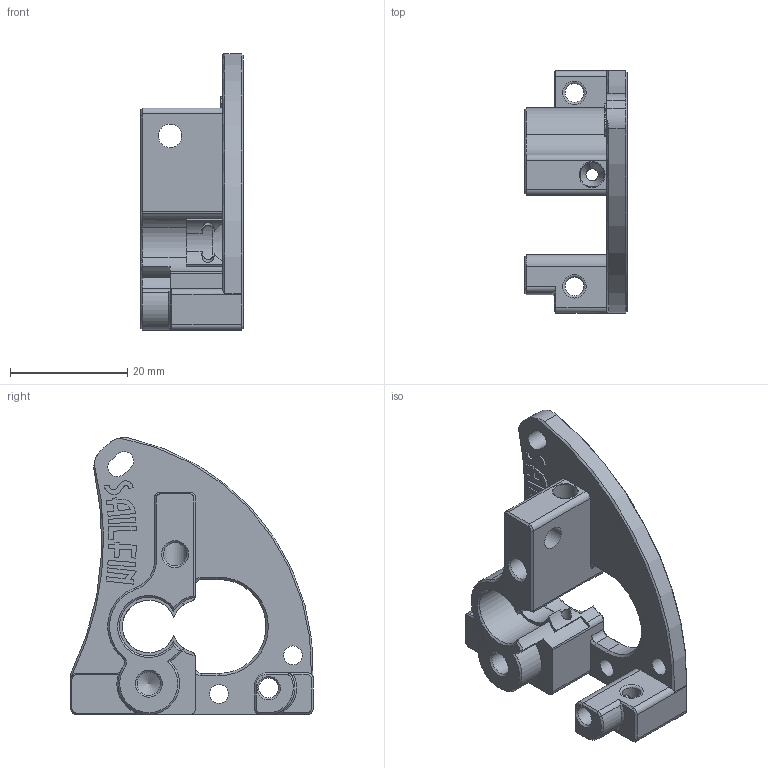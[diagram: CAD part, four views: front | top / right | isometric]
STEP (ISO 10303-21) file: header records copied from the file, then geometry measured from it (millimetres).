
FILE_DESCRIPTION(/* description */ (''),/* implementation_level */ '2;1');
FILE_NAME(/* name */ 'Mid-R.stp',/* time_stamp */ '2021-03-16T22:51:22-06:00',/* author */ (''),/* organization */ (''),/* preprocessor_version */ 'ST-DEVELOPER v18.1',/* originating_system */ 'Autodesk Translation Framework v9.10.0.1330',/* authorisation */ '');
FILE_SCHEMA (('AUTOMOTIVE_DESIGN { 1 0 10303 214 3 1 1 }'));
Length unit declared in the file: millimetre
Products named in the file (1): Mid
Bounding box: 17.5 x 41.36 x 47.23 mm (x, y, z)
Volume: 8275.7 mm3; surface area: 6440.1 mm2
Topology: 1 solids, 1 shells, 252 faces, 656 edges, 415 vertices
Faces by surface type: plane 113, cone 55, cylinder 54, bspline 23, torus 7
Full cylindrical faces by diameter (mm): 2.1 x2, 3.2 x4, 3.4 x1, 4 x4, 4.2 x2, 6 x1
Entity records: 8307 total; most frequent: CARTESIAN_POINT 2120, ORIENTED_EDGE 1310, DIRECTION 1229, EDGE_CURVE 655, AXIS2_PLACEMENT_3D 426, VERTEX_POINT 415, LINE 377, VECTOR 377
